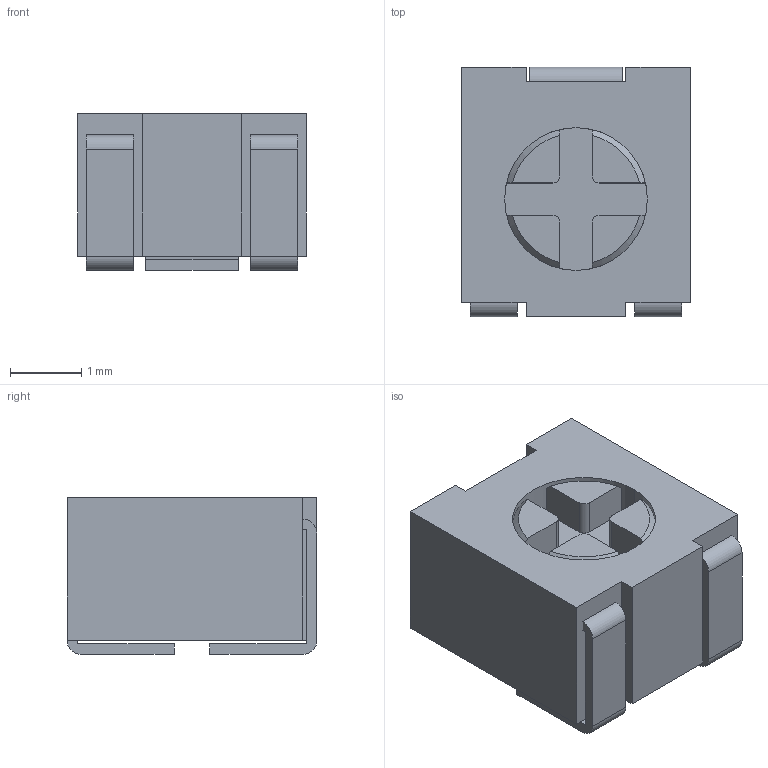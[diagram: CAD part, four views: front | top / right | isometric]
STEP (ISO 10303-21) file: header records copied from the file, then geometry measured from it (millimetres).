
FILE_DESCRIPTION (( 'STEP AP214' ), '1' );
FILE_NAME ('User Library-3313J-2.STEP', '2016-09-08T21:16:14', ( 'Windows User' ), ( '' ), 'SwSTEP 2.0', 'SolidWorks 2016', '' );
FILE_SCHEMA (( 'AUTOMOTIVE_DESIGN' ));
Length unit declared in the file: centimetre
Products named in the file (5): User Library-3313J-2_3313_terminal_2; User Library-3313J-2_3313_terminal; User Library-3313J-2_3313_screw; User Library-3313J-2_3313_body; User Library-3313J-2
Assembly tree (5 placements, depth 2):
  User Library-3313J-2
    User Library-3313J-2_3313_body
    User Library-3313J-2_3313_screw
    User Library-3313J-2_3313_terminal
    User Library-3313J-2_3313_terminal_2  x2
Bounding box: 3.2 x 3.5 x 2.2 mm (x, y, z)
Volume: 21.7 mm3; surface area: 92.6 mm2
Topology: 5 solids, 5 shells, 77 faces, 198 edges, 132 vertices
Faces by surface type: plane 59, cylinder 14, cone 4
Entity records: 2907 total; most frequent: CARTESIAN_POINT 377, DIRECTION 342, ORIENTED_EDGE 336, EDGE_CURVE 168, VECTOR 124, LINE 124, VERTEX_POINT 112, AXIS2_PLACEMENT_3D 109
